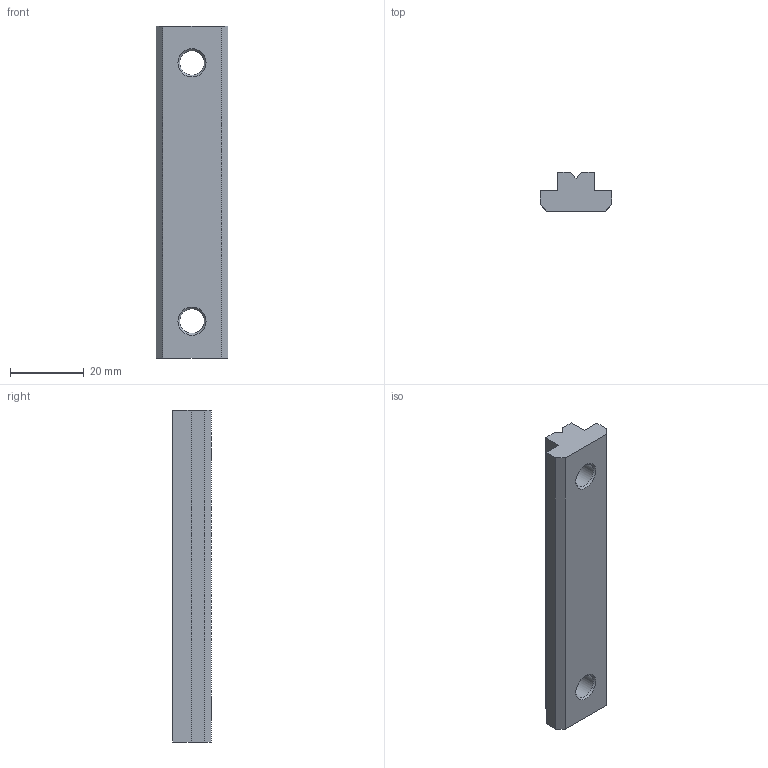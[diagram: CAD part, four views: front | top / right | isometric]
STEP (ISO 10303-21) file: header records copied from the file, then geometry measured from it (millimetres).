
FILE_DESCRIPTION(/* description */ (''),/* implementation_level */ '2;1');
FILE_NAME(/* name */ 'CAD_5570.stp',/* time_stamp */ '2016-04-16T07:23:46+02:00',/* author */ ('Hypex'),/* organization */ ('Hypex'),/* preprocessor_version */ 'ST-DEVELOPER v16.1',/* originating_system */ 'Autodesk Inventor 2016',/* authorisation */ '');
FILE_SCHEMA (('AUTOMOTIVE_DESIGN { 1 0 10303 214 3 1 1 }'));
Length unit declared in the file: millimetre
Products named in the file (1): CAD_5570
Bounding box: 19.5 x 10.5 x 90 mm (x, y, z)
Volume: 12811.6 mm3; surface area: 5874.1 mm2
Topology: 1 solids, 1 shells, 27 faces, 79 edges, 52 vertices
Faces by surface type: plane 19, cone 6, cylinder 2
Full cylindrical faces by diameter (mm): 6.647 x2
Entity records: 883 total; most frequent: CARTESIAN_POINT 167, ORIENTED_EDGE 146, DIRECTION 141, EDGE_CURVE 73, VERTEX_POINT 50, AXIS2_PLACEMENT_3D 48, LINE 45, VECTOR 45
